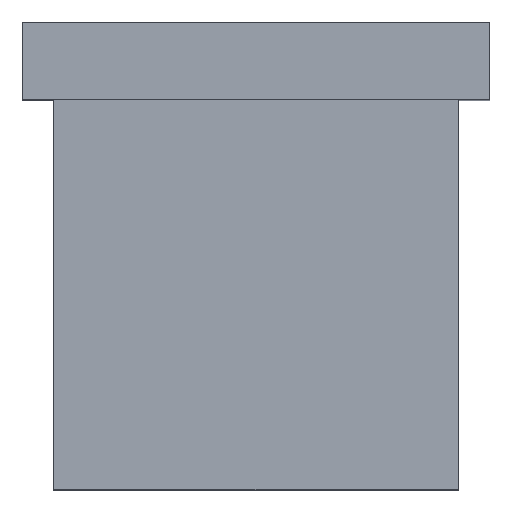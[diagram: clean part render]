
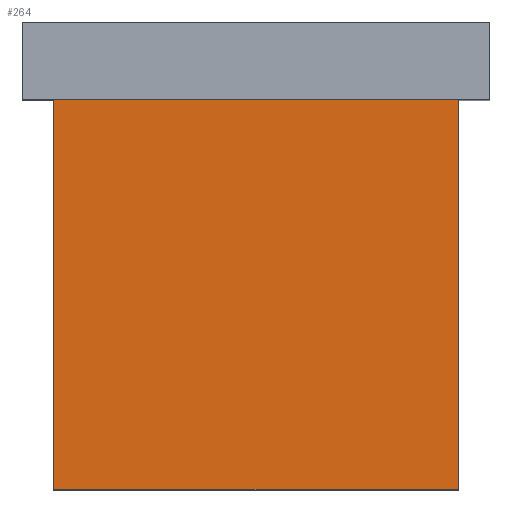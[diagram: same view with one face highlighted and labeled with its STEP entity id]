
A CAD part, top view. The second image highlights one B-rep face of the part: STEP entity #264.
In plain terms, the highlighted planar face has unit normal (0, 0, 1).
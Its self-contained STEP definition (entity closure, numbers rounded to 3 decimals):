
#22 = CARTESIAN_POINT ( 'NONE',  ( 13., 25., 13. ) ) ;
#47 = EDGE_CURVE ( 'NONE', #711, #826, #846, .T. ) ;
#105 = EDGE_CURVE ( 'NONE', #423, #826, #226, .T. ) ;
#107 = DIRECTION ( 'NONE',  ( 0., 1., 0. ) ) ;
#148 = CARTESIAN_POINT ( 'NONE',  ( -13., 0., 13. ) ) ;
#226 = LINE ( 'NONE', #390, #357 ) ;
#228 = VECTOR ( 'NONE', #284, 1000. ) ;
#244 = ORIENTED_EDGE ( 'NONE', *, *, #47, .F. ) ;
#264 = ADVANCED_FACE ( 'NONE', ( #750 ), #281, .F. ) ;
#281 = PLANE ( 'NONE',  #661 ) ;
#284 = DIRECTION ( 'NONE',  ( 0., 1., 0. ) ) ;
#296 = DIRECTION ( 'NONE',  ( -1., 0., 0. ) ) ;
#300 = ORIENTED_EDGE ( 'NONE', *, *, #349, .T. ) ;
#302 = CARTESIAN_POINT ( 'NONE',  ( -13., 25., 13. ) ) ;
#306 = LINE ( 'NONE', #22, #228 ) ;
#326 = EDGE_LOOP ( 'NONE', ( #367, #300, #810, #244 ) ) ;
#346 = VECTOR ( 'NONE', #107, 1000. ) ;
#349 = EDGE_CURVE ( 'NONE', #441, #423, #306, .T. ) ;
#357 = VECTOR ( 'NONE', #296, 1000. ) ;
#367 = ORIENTED_EDGE ( 'NONE', *, *, #529, .F. ) ;
#384 = CARTESIAN_POINT ( 'NONE',  ( -13., 25., 13. ) ) ;
#390 = CARTESIAN_POINT ( 'NONE',  ( 15., 25., 13. ) ) ;
#423 = VERTEX_POINT ( 'NONE', #858 ) ;
#441 = VERTEX_POINT ( 'NONE', #725 ) ;
#443 = CARTESIAN_POINT ( 'NONE',  ( 15., 25., 13. ) ) ;
#528 = LINE ( 'NONE', #539, #850 ) ;
#529 = EDGE_CURVE ( 'NONE', #441, #711, #528, .T. ) ;
#539 = CARTESIAN_POINT ( 'NONE',  ( 15., 0., 13. ) ) ;
#563 = DIRECTION ( 'NONE',  ( 0., 0., -1. ) ) ;
#661 = AXIS2_PLACEMENT_3D ( 'NONE', #443, #563, #692 ) ;
#692 = DIRECTION ( 'NONE',  ( 0., 1., 0. ) ) ;
#711 = VERTEX_POINT ( 'NONE', #148 ) ;
#725 = CARTESIAN_POINT ( 'NONE',  ( 13., 0., 13. ) ) ;
#750 = FACE_OUTER_BOUND ( 'NONE', #326, .T. ) ;
#788 = DIRECTION ( 'NONE',  ( -1., 0., 0. ) ) ;
#810 = ORIENTED_EDGE ( 'NONE', *, *, #105, .T. ) ;
#826 = VERTEX_POINT ( 'NONE', #302 ) ;
#846 = LINE ( 'NONE', #384, #346 ) ;
#850 = VECTOR ( 'NONE', #788, 1000. ) ;
#858 = CARTESIAN_POINT ( 'NONE',  ( 13., 25., 13. ) ) ;
